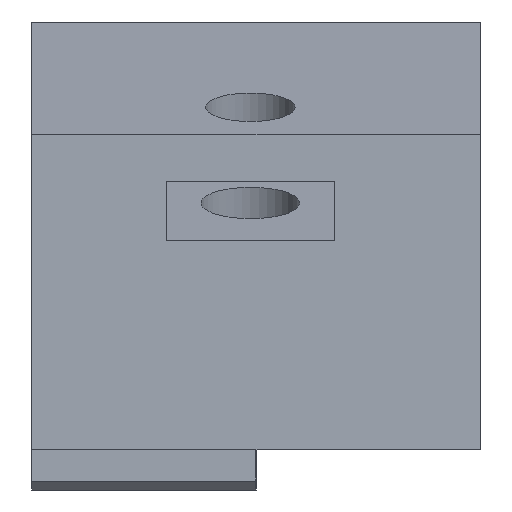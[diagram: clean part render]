
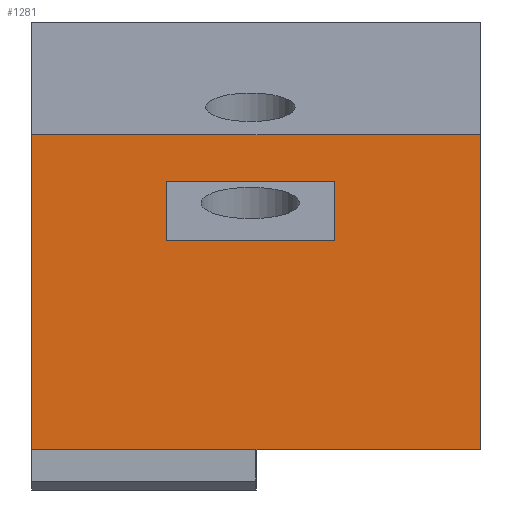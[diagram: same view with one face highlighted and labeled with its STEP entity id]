
A CAD part, left-side view. The second image highlights one B-rep face of the part: STEP entity #1281.
In plain terms, the highlighted planar face has unit normal (-1, 0, 0).
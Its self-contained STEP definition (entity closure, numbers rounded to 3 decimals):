
#224=CARTESIAN_POINT('',(503.971,251.462,20.));
#225=VERTEX_POINT('',#224);
#232=CARTESIAN_POINT('',(503.971,251.462,34.051));
#233=VERTEX_POINT('',#232);
#234=CARTESIAN_POINT('',(503.971,251.462,20.));
#235=DIRECTION('',(0.,0.,1.));
#236=VECTOR('',#235,14.051);
#237=LINE('',#234,#236);
#238=EDGE_CURVE('',#225,#233,#237,.T.);
#608=CARTESIAN_POINT('',(503.971,231.462,34.051));
#609=VERTEX_POINT('',#608);
#616=CARTESIAN_POINT('',(503.971,231.462,20.));
#617=VERTEX_POINT('',#616);
#618=CARTESIAN_POINT('',(503.971,231.462,20.));
#619=DIRECTION('',(0.,0.,1.));
#620=VECTOR('',#619,14.051);
#621=LINE('',#618,#620);
#622=EDGE_CURVE('',#617,#609,#621,.T.);
#1226=CARTESIAN_POINT('',(503.971,255.462,20.));
#1227=DIRECTION('',(-1.,0.,0.));
#1228=DIRECTION('',(0.,0.,1.));
#1229=AXIS2_PLACEMENT_3D('',#1226,#1227,#1228);
#1230=PLANE('',#1229);
#1231=CARTESIAN_POINT('',(503.971,251.462,34.051));
#1232=DIRECTION('',(0.,-1.,-0.));
#1233=VECTOR('',#1232,20.);
#1234=LINE('',#1231,#1233);
#1235=EDGE_CURVE('',#233,#609,#1234,.T.);
#1236=ORIENTED_EDGE('',*,*,#1235,.F.);
#1237=ORIENTED_EDGE('',*,*,#238,.F.);
#1238=CARTESIAN_POINT('',(503.971,251.462,20.));
#1239=DIRECTION('',(0.,-1.,0.));
#1240=VECTOR('',#1239,20.);
#1241=LINE('',#1238,#1240);
#1242=EDGE_CURVE('',#225,#617,#1241,.T.);
#1243=ORIENTED_EDGE('',*,*,#1242,.T.);
#1244=ORIENTED_EDGE('',*,*,#622,.T.);
#1245=EDGE_LOOP('',(#1236,#1237,#1243,#1244));
#1246=FACE_BOUND('',#1245,.T.);
#1247=CARTESIAN_POINT('',(503.971,245.462,31.942));
#1248=VERTEX_POINT('',#1247);
#1249=CARTESIAN_POINT('',(503.971,245.462,29.305));
#1250=VERTEX_POINT('',#1249);
#1251=CARTESIAN_POINT('',(503.971,245.462,31.942));
#1252=DIRECTION('',(0.,0.,-1.));
#1253=VECTOR('',#1252,2.636);
#1254=LINE('',#1251,#1253);
#1255=EDGE_CURVE('',#1248,#1250,#1254,.T.);
#1256=ORIENTED_EDGE('',*,*,#1255,.F.);
#1257=CARTESIAN_POINT('',(503.971,237.962,31.942));
#1258=VERTEX_POINT('',#1257);
#1259=CARTESIAN_POINT('',(503.971,245.462,31.942));
#1260=DIRECTION('',(0.,-1.,-0.));
#1261=VECTOR('',#1260,7.5);
#1262=LINE('',#1259,#1261);
#1263=EDGE_CURVE('',#1248,#1258,#1262,.T.);
#1264=ORIENTED_EDGE('',*,*,#1263,.T.);
#1265=CARTESIAN_POINT('',(503.971,237.962,29.305));
#1266=VERTEX_POINT('',#1265);
#1267=CARTESIAN_POINT('',(503.971,237.962,31.942));
#1268=DIRECTION('',(0.,0.,-1.));
#1269=VECTOR('',#1268,2.636);
#1270=LINE('',#1267,#1269);
#1271=EDGE_CURVE('',#1258,#1266,#1270,.T.);
#1272=ORIENTED_EDGE('',*,*,#1271,.T.);
#1273=CARTESIAN_POINT('',(503.971,245.462,29.305));
#1274=DIRECTION('',(0.,-1.,-0.));
#1275=VECTOR('',#1274,7.5);
#1276=LINE('',#1273,#1275);
#1277=EDGE_CURVE('',#1250,#1266,#1276,.T.);
#1278=ORIENTED_EDGE('',*,*,#1277,.F.);
#1279=EDGE_LOOP('',(#1256,#1264,#1272,#1278));
#1280=FACE_BOUND('',#1279,.T.);
#1281=ADVANCED_FACE('',(#1246,#1280),#1230,.T.);
